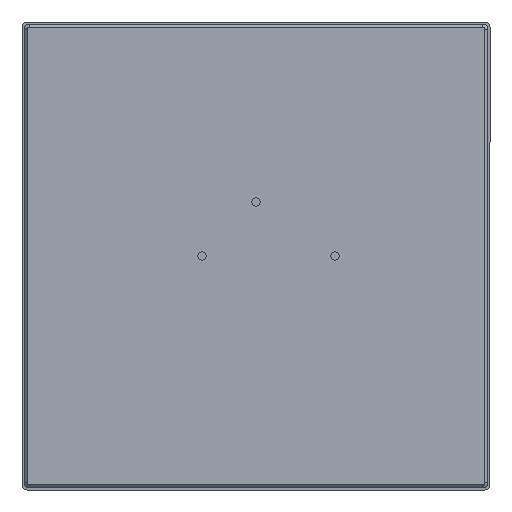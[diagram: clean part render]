
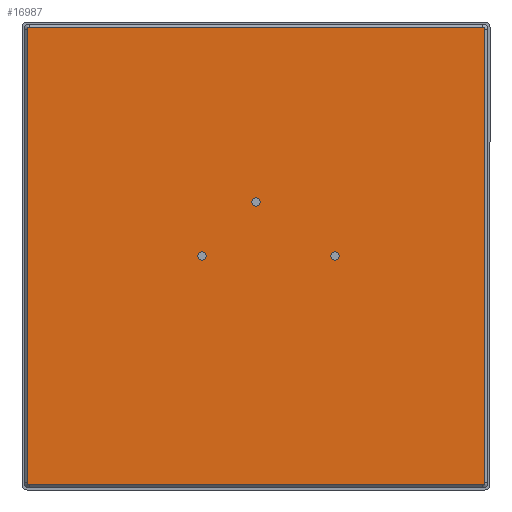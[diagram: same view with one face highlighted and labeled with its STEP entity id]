
A CAD part, front view. The second image highlights one B-rep face of the part: STEP entity #16987.
In plain terms, the highlighted planar face has unit normal (0, -1, 0).
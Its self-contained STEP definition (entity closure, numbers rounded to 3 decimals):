
#53 = CARTESIAN_POINT ( 'NONE',  ( 0., -0.3, 22. ) ) ;
#549 = VERTEX_POINT ( 'NONE', #2117 ) ;
#751 = EDGE_LOOP ( 'NONE', ( #14774, #14725 ) ) ;
#804 = FACE_OUTER_BOUND ( 'NONE', #7468, .T. ) ;
#837 = ORIENTED_EDGE ( 'NONE', *, *, #1768, .F. ) ;
#1189 = AXIS2_PLACEMENT_3D ( 'NONE', #13128, #8272, #13896 ) ;
#1296 = CARTESIAN_POINT ( 'NONE',  ( -22., -0.3, 21.8 ) ) ;
#1370 = CARTESIAN_POINT ( 'NONE',  ( -21.8, -0.3, 22. ) ) ;
#1515 = AXIS2_PLACEMENT_3D ( 'NONE', #15849, #11640, #8634 ) ;
#1533 = LINE ( 'NONE', #53, #17724 ) ;
#1768 = EDGE_CURVE ( 'NONE', #13580, #549, #11630, .T. ) ;
#1973 = EDGE_CURVE ( 'NONE', #17188, #6413, #12253, .T. ) ;
#2099 = DIRECTION ( 'NONE',  ( 0., 0., 1. ) ) ;
#2117 = CARTESIAN_POINT ( 'NONE',  ( 0., -0.3, 5.6 ) ) ;
#2271 = PLANE ( 'NONE',  #14140 ) ;
#2346 = DIRECTION ( 'NONE',  ( 1., 0., 0. ) ) ;
#2427 = CIRCLE ( 'NONE', #12800, 0.4 ) ;
#2443 = VERTEX_POINT ( 'NONE', #1370 ) ;
#2520 = CARTESIAN_POINT ( 'NONE',  ( -22., -0.3, -21.8 ) ) ;
#2875 = AXIS2_PLACEMENT_3D ( 'NONE', #13039, #15929, #10000 ) ;
#3089 = VERTEX_POINT ( 'NONE', #8889 ) ;
#3383 = DIRECTION ( 'NONE',  ( 0., 1., 0. ) ) ;
#3481 = CIRCLE ( 'NONE', #6163, 0.4 ) ;
#3533 = CIRCLE ( 'NONE', #13898, 0.2 ) ;
#3615 = VERTEX_POINT ( 'NONE', #16245 ) ;
#3830 = DIRECTION ( 'NONE',  ( -1., 0., 0. ) ) ;
#4127 = DIRECTION ( 'NONE',  ( 0., 0., 1. ) ) ;
#4329 = VERTEX_POINT ( 'NONE', #5928 ) ;
#5002 = CARTESIAN_POINT ( 'NONE',  ( 22., -0.3, 0. ) ) ;
#5014 = LINE ( 'NONE', #10665, #6523 ) ;
#5217 = ORIENTED_EDGE ( 'NONE', *, *, #17877, .T. ) ;
#5334 = CIRCLE ( 'NONE', #1515, 0.2 ) ;
#5428 = ORIENTED_EDGE ( 'NONE', *, *, #16744, .F. ) ;
#5435 = AXIS2_PLACEMENT_3D ( 'NONE', #6640, #6924, #4127 ) ;
#5548 = EDGE_LOOP ( 'NONE', ( #6360, #837 ) ) ;
#5583 = DIRECTION ( 'NONE',  ( 0., -1., 0. ) ) ;
#5603 = EDGE_LOOP ( 'NONE', ( #5428, #10406 ) ) ;
#5699 = EDGE_CURVE ( 'NONE', #12197, #15752, #5014, .T. ) ;
#5928 = CARTESIAN_POINT ( 'NONE',  ( 21.8, -0.3, 22. ) ) ;
#6163 = AXIS2_PLACEMENT_3D ( 'NONE', #10713, #16120, #7681 ) ;
#6222 = EDGE_CURVE ( 'NONE', #15752, #17188, #5334, .T. ) ;
#6360 = ORIENTED_EDGE ( 'NONE', *, *, #18122, .F. ) ;
#6396 = VERTEX_POINT ( 'NONE', #9076 ) ;
#6413 = VERTEX_POINT ( 'NONE', #9168 ) ;
#6523 = VECTOR ( 'NONE', #6690, 1000. ) ;
#6640 = CARTESIAN_POINT ( 'NONE',  ( 0., -0.3, 5.2 ) ) ;
#6690 = DIRECTION ( 'NONE',  ( 0., 0., -1. ) ) ;
#6813 = CARTESIAN_POINT ( 'NONE',  ( 0., -0.3, -22. ) ) ;
#6854 = VECTOR ( 'NONE', #2346, 1000. ) ;
#6924 = DIRECTION ( 'NONE',  ( 0., -1., 0. ) ) ;
#7452 = CARTESIAN_POINT ( 'NONE',  ( 22., -0.3, 21.8 ) ) ;
#7468 = EDGE_LOOP ( 'NONE', ( #8469, #10617, #8049, #5217, #17596, #12718, #12658, #17342 ) ) ;
#7681 = DIRECTION ( 'NONE',  ( 0., 0., 1. ) ) ;
#7749 = FACE_BOUND ( 'NONE', #751, .T. ) ;
#7865 = DIRECTION ( 'NONE',  ( 0., 0., 1. ) ) ;
#8049 = ORIENTED_EDGE ( 'NONE', *, *, #1973, .T. ) ;
#8077 = DIRECTION ( 'NONE',  ( 0., 0., 1. ) ) ;
#8260 = EDGE_CURVE ( 'NONE', #17219, #3089, #2427, .T. ) ;
#8272 = DIRECTION ( 'NONE',  ( 0., -1., 0. ) ) ;
#8459 = DIRECTION ( 'NONE',  ( 0., 0., 1. ) ) ;
#8469 = ORIENTED_EDGE ( 'NONE', *, *, #5699, .T. ) ;
#8634 = DIRECTION ( 'NONE',  ( 0., 0., 1. ) ) ;
#8889 = CARTESIAN_POINT ( 'NONE',  ( -5.2, -0.3, 0.4 ) ) ;
#8994 = CIRCLE ( 'NONE', #10736, 0.4 ) ;
#9076 = CARTESIAN_POINT ( 'NONE',  ( 22., -0.3, -21.8 ) ) ;
#9131 = CARTESIAN_POINT ( 'NONE',  ( 0., -0.3, 5.2 ) ) ;
#9168 = CARTESIAN_POINT ( 'NONE',  ( 21.8, -0.3, -22. ) ) ;
#9236 = FACE_BOUND ( 'NONE', #5603, .T. ) ;
#9259 = VERTEX_POINT ( 'NONE', #7452 ) ;
#9301 = DIRECTION ( 'NONE',  ( 0., 0., 1. ) ) ;
#10000 = DIRECTION ( 'NONE',  ( 0., 0., 1. ) ) ;
#10021 = CARTESIAN_POINT ( 'NONE',  ( 0., -0.3, 4.8 ) ) ;
#10209 = CARTESIAN_POINT ( 'NONE',  ( 7.6, -0.3, 0. ) ) ;
#10406 = ORIENTED_EDGE ( 'NONE', *, *, #8260, .F. ) ;
#10617 = ORIENTED_EDGE ( 'NONE', *, *, #6222, .T. ) ;
#10650 = EDGE_CURVE ( 'NONE', #2443, #12197, #16483, .T. ) ;
#10665 = CARTESIAN_POINT ( 'NONE',  ( -22., -0.3, 0. ) ) ;
#10713 = CARTESIAN_POINT ( 'NONE',  ( -5.2, -0.3, 0. ) ) ;
#10736 = AXIS2_PLACEMENT_3D ( 'NONE', #9131, #16347, #9301 ) ;
#11201 = EDGE_CURVE ( 'NONE', #3615, #14175, #17678, .T. ) ;
#11622 = EDGE_CURVE ( 'NONE', #14175, #3615, #14144, .T. ) ;
#11630 = CIRCLE ( 'NONE', #5435, 0.4 ) ;
#11640 = DIRECTION ( 'NONE',  ( 0., -1., 0. ) ) ;
#11721 = AXIS2_PLACEMENT_3D ( 'NONE', #13094, #13184, #7865 ) ;
#11940 = EDGE_CURVE ( 'NONE', #4329, #2443, #1533, .T. ) ;
#12168 = DIRECTION ( 'NONE',  ( 0., -1., 0. ) ) ;
#12173 = EDGE_CURVE ( 'NONE', #6396, #9259, #16331, .T. ) ;
#12197 = VERTEX_POINT ( 'NONE', #1296 ) ;
#12253 = LINE ( 'NONE', #6813, #6854 ) ;
#12347 = DIRECTION ( 'NONE',  ( 0., 0., 1. ) ) ;
#12381 = EDGE_CURVE ( 'NONE', #9259, #4329, #3533, .T. ) ;
#12658 = ORIENTED_EDGE ( 'NONE', *, *, #11940, .T. ) ;
#12718 = ORIENTED_EDGE ( 'NONE', *, *, #12381, .T. ) ;
#12800 = AXIS2_PLACEMENT_3D ( 'NONE', #13930, #18220, #12347 ) ;
#13024 = CIRCLE ( 'NONE', #1189, 0.2 ) ;
#13039 = CARTESIAN_POINT ( 'NONE',  ( 7.6, -0.3, 0. ) ) ;
#13094 = CARTESIAN_POINT ( 'NONE',  ( -21.8, -0.3, 21.8 ) ) ;
#13125 = DIRECTION ( 'NONE',  ( 0., 0., 1. ) ) ;
#13128 = CARTESIAN_POINT ( 'NONE',  ( 21.8, -0.3, -21.8 ) ) ;
#13184 = DIRECTION ( 'NONE',  ( 0., -1., 0. ) ) ;
#13474 = CARTESIAN_POINT ( 'NONE',  ( 0., -0.3, 0. ) ) ;
#13580 = VERTEX_POINT ( 'NONE', #10021 ) ;
#13896 = DIRECTION ( 'NONE',  ( 0., 0., 1. ) ) ;
#13898 = AXIS2_PLACEMENT_3D ( 'NONE', #14597, #12168, #2099 ) ;
#13930 = CARTESIAN_POINT ( 'NONE',  ( -5.2, -0.3, 0. ) ) ;
#14018 = CARTESIAN_POINT ( 'NONE',  ( -21.8, -0.3, -22. ) ) ;
#14140 = AXIS2_PLACEMENT_3D ( 'NONE', #13474, #3383, #13125 ) ;
#14144 = CIRCLE ( 'NONE', #17706, 0.4 ) ;
#14175 = VERTEX_POINT ( 'NONE', #15003 ) ;
#14570 = CARTESIAN_POINT ( 'NONE',  ( -5.2, -0.3, -0.4 ) ) ;
#14597 = CARTESIAN_POINT ( 'NONE',  ( 21.8, -0.3, 21.8 ) ) ;
#14725 = ORIENTED_EDGE ( 'NONE', *, *, #11622, .F. ) ;
#14774 = ORIENTED_EDGE ( 'NONE', *, *, #11201, .F. ) ;
#15003 = CARTESIAN_POINT ( 'NONE',  ( 7.6, -0.3, -0.4 ) ) ;
#15651 = VECTOR ( 'NONE', #8077, 1000. ) ;
#15752 = VERTEX_POINT ( 'NONE', #2520 ) ;
#15849 = CARTESIAN_POINT ( 'NONE',  ( -21.8, -0.3, -21.8 ) ) ;
#15929 = DIRECTION ( 'NONE',  ( 0., -1., 0. ) ) ;
#16120 = DIRECTION ( 'NONE',  ( 0., -1., 0. ) ) ;
#16245 = CARTESIAN_POINT ( 'NONE',  ( 7.6, -0.3, 0.4 ) ) ;
#16331 = LINE ( 'NONE', #5002, #15651 ) ;
#16347 = DIRECTION ( 'NONE',  ( 0., -1., 0. ) ) ;
#16369 = FACE_BOUND ( 'NONE', #5548, .T. ) ;
#16483 = CIRCLE ( 'NONE', #11721, 0.2 ) ;
#16744 = EDGE_CURVE ( 'NONE', #3089, #17219, #3481, .T. ) ;
#16987 = ADVANCED_FACE ( 'NONE', ( #7749, #9236, #16369, #804 ), #2271, .F. ) ;
#17188 = VERTEX_POINT ( 'NONE', #14018 ) ;
#17219 = VERTEX_POINT ( 'NONE', #14570 ) ;
#17342 = ORIENTED_EDGE ( 'NONE', *, *, #10650, .T. ) ;
#17596 = ORIENTED_EDGE ( 'NONE', *, *, #12173, .T. ) ;
#17678 = CIRCLE ( 'NONE', #2875, 0.4 ) ;
#17706 = AXIS2_PLACEMENT_3D ( 'NONE', #10209, #5583, #8459 ) ;
#17724 = VECTOR ( 'NONE', #3830, 1000. ) ;
#17877 = EDGE_CURVE ( 'NONE', #6413, #6396, #13024, .T. ) ;
#18122 = EDGE_CURVE ( 'NONE', #549, #13580, #8994, .T. ) ;
#18220 = DIRECTION ( 'NONE',  ( 0., -1., 0. ) ) ;
